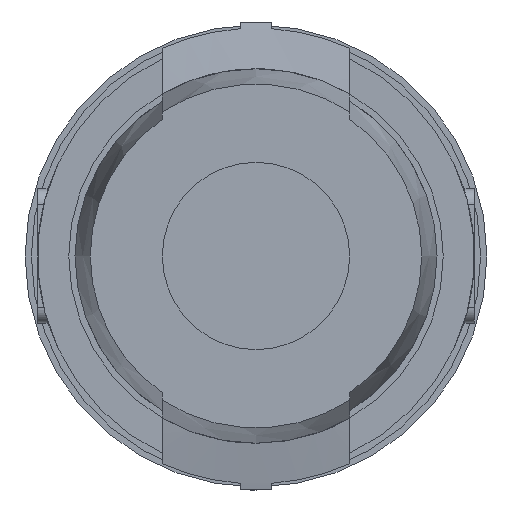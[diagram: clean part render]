
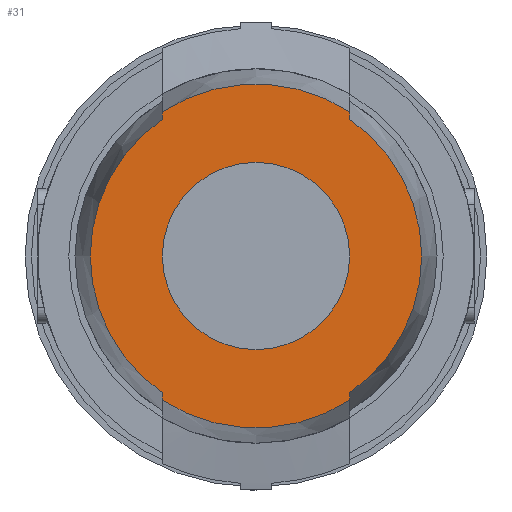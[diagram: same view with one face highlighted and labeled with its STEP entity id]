
A CAD part, front view. The second image highlights one B-rep face of the part: STEP entity #31.
In plain terms, the highlighted planar face has unit normal (0, -1, 0).
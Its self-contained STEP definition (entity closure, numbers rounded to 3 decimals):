
#15 = EDGE_CURVE ( 'NONE', #1412, #1059, #1005, .T. ) ;
#31 = ADVANCED_FACE ( 'NONE', ( #2406, #2440 ), #756, .T. ) ;
#94 = DIRECTION ( 'NONE',  ( 0., 0., 1. ) ) ;
#96 = LINE ( 'NONE', #1909, #1262 ) ;
#154 = VERTEX_POINT ( 'NONE', #1121 ) ;
#170 = CARTESIAN_POINT ( 'NONE',  ( -3., 0., 4.62 ) ) ;
#194 = LINE ( 'NONE', #946, #327 ) ;
#209 = EDGE_CURVE ( 'NONE', #2511, #1671, #96, .T. ) ;
#302 = EDGE_CURVE ( 'NONE', #817, #475, #194, .T. ) ;
#327 = VECTOR ( 'NONE', #713, 1000. ) ;
#346 = DIRECTION ( 'NONE',  ( 0., 0., 1. ) ) ;
#347 = DIRECTION ( 'NONE',  ( 0., 1., 0. ) ) ;
#398 = VECTOR ( 'NONE', #747, 1000. ) ;
#421 = VECTOR ( 'NONE', #2507, 1000. ) ;
#475 = VERTEX_POINT ( 'NONE', #1055 ) ;
#500 = AXIS2_PLACEMENT_3D ( 'NONE', #2374, #1061, #2160 ) ;
#544 = CARTESIAN_POINT ( 'NONE',  ( -2.15, 0., 2.466 ) ) ;
#596 = EDGE_CURVE ( 'NONE', #2402, #475, #2321, .T. ) ;
#606 = DIRECTION ( 'NONE',  ( 0., 0., 1. ) ) ;
#608 = EDGE_LOOP ( 'NONE', ( #1927 ) ) ;
#713 = DIRECTION ( 'NONE',  ( 0., 0., -1. ) ) ;
#720 = ORIENTED_EDGE ( 'NONE', *, *, #302, .T. ) ;
#734 = EDGE_CURVE ( 'NONE', #1671, #1412, #2246, .T. ) ;
#737 = CARTESIAN_POINT ( 'NONE',  ( 3., 0., 9.014 ) ) ;
#747 = DIRECTION ( 'NONE',  ( 0., 0., -1. ) ) ;
#749 = CARTESIAN_POINT ( 'NONE',  ( 3., 0., -4.62 ) ) ;
#756 = PLANE ( 'NONE',  #779 ) ;
#779 = AXIS2_PLACEMENT_3D ( 'NONE', #544, #2081, #974 ) ;
#781 = CARTESIAN_POINT ( 'NONE',  ( -3., 0., 2.466 ) ) ;
#817 = VERTEX_POINT ( 'NONE', #1881 ) ;
#820 = CARTESIAN_POINT ( 'NONE',  ( 0., 0., 0. ) ) ;
#829 = DIRECTION ( 'NONE',  ( 0., -1., 0. ) ) ;
#904 = AXIS2_PLACEMENT_3D ( 'NONE', #1685, #1889, #2325 ) ;
#946 = CARTESIAN_POINT ( 'NONE',  ( -3., 0., 2.466 ) ) ;
#970 = CIRCLE ( 'NONE', #2365, 5.309 ) ;
#974 = DIRECTION ( 'NONE',  ( 1., 0., 0. ) ) ;
#1005 = LINE ( 'NONE', #781, #421 ) ;
#1020 = VERTEX_POINT ( 'NONE', #1336 ) ;
#1035 = ORIENTED_EDGE ( 'NONE', *, *, #209, .T. ) ;
#1055 = CARTESIAN_POINT ( 'NONE',  ( -3., 0., -4.62 ) ) ;
#1059 = VERTEX_POINT ( 'NONE', #2680 ) ;
#1061 = DIRECTION ( 'NONE',  ( 0., 1., 0. ) ) ;
#1063 = AXIS2_PLACEMENT_3D ( 'NONE', #820, #829, #606 ) ;
#1121 = CARTESIAN_POINT ( 'NONE',  ( 3., 0., 0. ) ) ;
#1140 = ORIENTED_EDGE ( 'NONE', *, *, #596, .F. ) ;
#1179 = EDGE_CURVE ( 'NONE', #817, #1059, #2668, .T. ) ;
#1224 = DIRECTION ( 'NONE',  ( 0., -1., 0. ) ) ;
#1262 = VECTOR ( 'NONE', #346, 1000. ) ;
#1336 = CARTESIAN_POINT ( 'NONE',  ( 3., 0., -4.38 ) ) ;
#1393 = CARTESIAN_POINT ( 'NONE',  ( 3., 0., 4.62 ) ) ;
#1412 = VERTEX_POINT ( 'NONE', #170 ) ;
#1443 = EDGE_CURVE ( 'NONE', #1020, #2402, #1602, .T. ) ;
#1602 = LINE ( 'NONE', #737, #398 ) ;
#1667 = CARTESIAN_POINT ( 'NONE',  ( 0., 0., 0. ) ) ;
#1671 = VERTEX_POINT ( 'NONE', #1393 ) ;
#1685 = CARTESIAN_POINT ( 'NONE',  ( 0., 0., 0. ) ) ;
#1791 = EDGE_CURVE ( 'NONE', #154, #154, #1805, .T. ) ;
#1805 = CIRCLE ( 'NONE', #2653, 3. ) ;
#1868 = CARTESIAN_POINT ( 'NONE',  ( 0., 0., 0. ) ) ;
#1881 = CARTESIAN_POINT ( 'NONE',  ( -3., 0., -4.38 ) ) ;
#1889 = DIRECTION ( 'NONE',  ( 0., 1., 0. ) ) ;
#1909 = CARTESIAN_POINT ( 'NONE',  ( 3., 0., 2.466 ) ) ;
#1927 = ORIENTED_EDGE ( 'NONE', *, *, #1791, .F. ) ;
#2079 = ORIENTED_EDGE ( 'NONE', *, *, #734, .T. ) ;
#2081 = DIRECTION ( 'NONE',  ( 0., -1., 0. ) ) ;
#2160 = DIRECTION ( 'NONE',  ( 0., 0., 1. ) ) ;
#2196 = EDGE_LOOP ( 'NONE', ( #2079, #2596, #2342, #720, #1140, #2527, #2272, #1035 ) ) ;
#2246 = CIRCLE ( 'NONE', #1063, 5.509 ) ;
#2272 = ORIENTED_EDGE ( 'NONE', *, *, #2379, .F. ) ;
#2319 = CARTESIAN_POINT ( 'NONE',  ( 3., 0., 4.38 ) ) ;
#2321 = CIRCLE ( 'NONE', #500, 5.509 ) ;
#2325 = DIRECTION ( 'NONE',  ( 0., 0., 1. ) ) ;
#2342 = ORIENTED_EDGE ( 'NONE', *, *, #1179, .F. ) ;
#2365 = AXIS2_PLACEMENT_3D ( 'NONE', #1667, #347, #94 ) ;
#2374 = CARTESIAN_POINT ( 'NONE',  ( 0., 0., 0. ) ) ;
#2379 = EDGE_CURVE ( 'NONE', #2511, #1020, #970, .T. ) ;
#2402 = VERTEX_POINT ( 'NONE', #749 ) ;
#2406 = FACE_BOUND ( 'NONE', #608, .T. ) ;
#2440 = FACE_OUTER_BOUND ( 'NONE', #2196, .T. ) ;
#2507 = DIRECTION ( 'NONE',  ( 0., 0., -1. ) ) ;
#2511 = VERTEX_POINT ( 'NONE', #2319 ) ;
#2527 = ORIENTED_EDGE ( 'NONE', *, *, #1443, .F. ) ;
#2596 = ORIENTED_EDGE ( 'NONE', *, *, #15, .T. ) ;
#2653 = AXIS2_PLACEMENT_3D ( 'NONE', #1868, #1224, #2727 ) ;
#2668 = CIRCLE ( 'NONE', #904, 5.309 ) ;
#2680 = CARTESIAN_POINT ( 'NONE',  ( -3., 0., 4.38 ) ) ;
#2727 = DIRECTION ( 'NONE',  ( 1., 0., 0. ) ) ;
